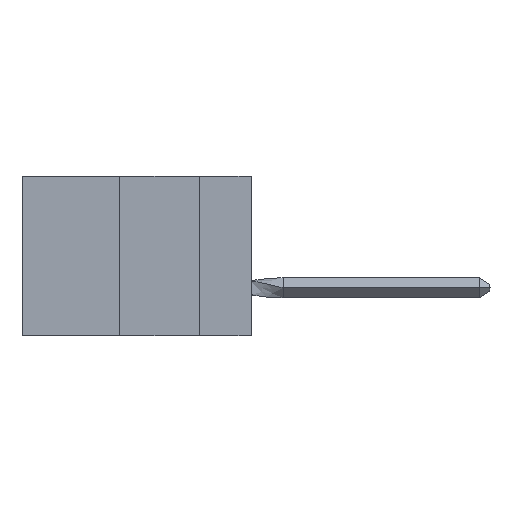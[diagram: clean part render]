
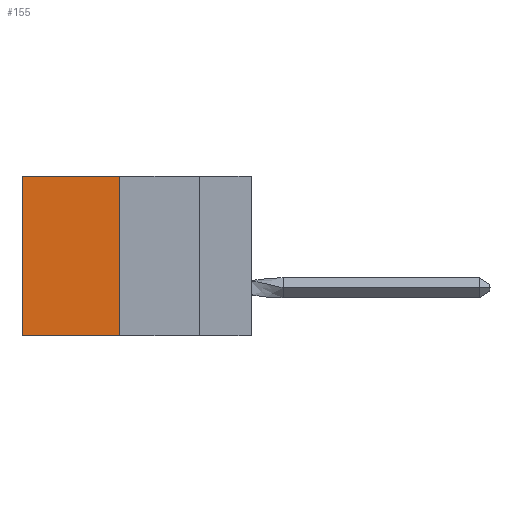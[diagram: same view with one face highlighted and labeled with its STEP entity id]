
A CAD part, left-side view. The second image highlights one B-rep face of the part: STEP entity #155.
In plain terms, the highlighted planar face has unit normal (-1, 0, 0).
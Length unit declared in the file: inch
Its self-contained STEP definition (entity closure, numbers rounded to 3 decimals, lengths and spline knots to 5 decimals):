
#155 = ADVANCED_FACE ( 'NONE', ( #7272 ), #3360, .F. ) ;
#322 = VECTOR ( 'NONE', #5349, 39.37008 ) ;
#532 = LINE ( 'NONE', #5924, #10182 ) ;
#726 = DIRECTION ( 'NONE',  ( 0., 0., -1. ) ) ;
#840 = EDGE_CURVE ( 'NONE', #9480, #11864, #532, .T. ) ;
#1190 = ORIENTED_EDGE ( 'NONE', *, *, #840, .T. ) ;
#1428 = ORIENTED_EDGE ( 'NONE', *, *, #12740, .T. ) ;
#3037 = DIRECTION ( 'NONE',  ( 0., 0., -1. ) ) ;
#3360 = PLANE ( 'NONE',  #9492 ) ;
#3457 = CARTESIAN_POINT ( 'NONE',  ( 0.305, 0.413, -0.5 ) ) ;
#3465 = LINE ( 'NONE', #14311, #322 ) ;
#4615 = DIRECTION ( 'NONE',  ( 0., 0., -1. ) ) ;
#4880 = LINE ( 'NONE', #5627, #6669 ) ;
#5106 = CARTESIAN_POINT ( 'NONE',  ( 0.305, 0.72, 0. ) ) ;
#5349 = DIRECTION ( 'NONE',  ( 0., 1., 0. ) ) ;
#5627 = CARTESIAN_POINT ( 'NONE',  ( 0.305, 0.413, -0.5 ) ) ;
#5832 = DIRECTION ( 'NONE',  ( 1., 0., 0. ) ) ;
#5869 = CARTESIAN_POINT ( 'NONE',  ( 0.305, 0.413, -0.5 ) ) ;
#5924 = CARTESIAN_POINT ( 'NONE',  ( 0.305, 0.413, 0. ) ) ;
#6468 = ORIENTED_EDGE ( 'NONE', *, *, #10464, .F. ) ;
#6669 = VECTOR ( 'NONE', #726, 39.37008 ) ;
#7272 = FACE_OUTER_BOUND ( 'NONE', #11712, .T. ) ;
#8065 = CARTESIAN_POINT ( 'NONE',  ( 0.305, 0.72, -0.5 ) ) ;
#8132 = VERTEX_POINT ( 'NONE', #5869 ) ;
#8946 = CARTESIAN_POINT ( 'NONE',  ( 0.305, 0.413, 0. ) ) ;
#9480 = VERTEX_POINT ( 'NONE', #8946 ) ;
#9492 = AXIS2_PLACEMENT_3D ( 'NONE', #3457, #5832, #4615 ) ;
#10180 = ORIENTED_EDGE ( 'NONE', *, *, #12934, .F. ) ;
#10182 = VECTOR ( 'NONE', #11034, 39.37008 ) ;
#10464 = EDGE_CURVE ( 'NONE', #8132, #13007, #3465, .T. ) ;
#11034 = DIRECTION ( 'NONE',  ( 0., 1., 0. ) ) ;
#11712 = EDGE_LOOP ( 'NONE', ( #1428, #6468, #10180, #1190 ) ) ;
#11864 = VERTEX_POINT ( 'NONE', #5106 ) ;
#11990 = VECTOR ( 'NONE', #3037, 39.37008 ) ;
#12740 = EDGE_CURVE ( 'NONE', #11864, #13007, #15152, .T. ) ;
#12934 = EDGE_CURVE ( 'NONE', #9480, #8132, #4880, .T. ) ;
#13007 = VERTEX_POINT ( 'NONE', #13473 ) ;
#13473 = CARTESIAN_POINT ( 'NONE',  ( 0.305, 0.72, -0.5 ) ) ;
#14311 = CARTESIAN_POINT ( 'NONE',  ( 0.305, 0.413, -0.5 ) ) ;
#15152 = LINE ( 'NONE', #8065, #11990 ) ;
